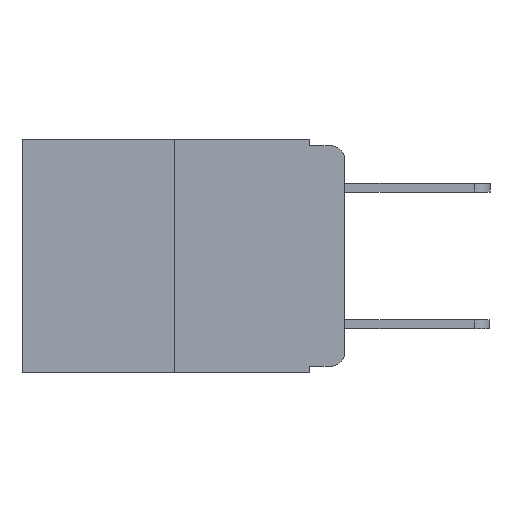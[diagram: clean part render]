
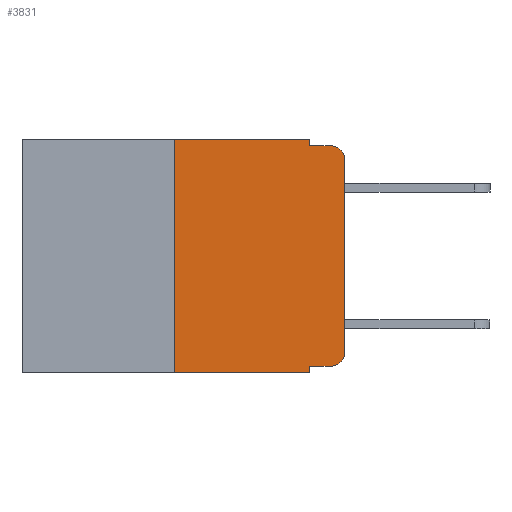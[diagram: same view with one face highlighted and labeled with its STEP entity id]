
A CAD part, left-side view. The second image highlights one B-rep face of the part: STEP entity #3831.
In plain terms, the highlighted planar face has unit normal (-1, 0, 0).
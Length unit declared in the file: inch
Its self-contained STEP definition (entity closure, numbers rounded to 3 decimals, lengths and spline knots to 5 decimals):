
#341 = ORIENTED_EDGE ( 'NONE', *, *, #5224, .T. ) ;
#492 = EDGE_CURVE ( 'NONE', #5471, #3249, #13705, .T. ) ;
#567 = ORIENTED_EDGE ( 'NONE', *, *, #492, .T. ) ;
#642 = CARTESIAN_POINT ( 'NONE',  ( 0., 0.25, -0.343 ) ) ;
#992 = ORIENTED_EDGE ( 'NONE', *, *, #12959, .T. ) ;
#1046 = CARTESIAN_POINT ( 'NONE',  ( 0., 0.02, -0.01 ) ) ;
#1360 = CARTESIAN_POINT ( 'NONE',  ( 0., 0.051, 0. ) ) ;
#1431 = EDGE_CURVE ( 'NONE', #5471, #10496, #2592, .T. ) ;
#1519 = CARTESIAN_POINT ( 'NONE',  ( 0., 0.02, -0.313 ) ) ;
#1863 = CARTESIAN_POINT ( 'NONE',  ( 0., 0.051, -0.343 ) ) ;
#1957 = CARTESIAN_POINT ( 'NONE',  ( 0., 0.473, 0. ) ) ;
#2149 = VECTOR ( 'NONE', #13227, 39.37008 ) ;
#2592 = LINE ( 'NONE', #1360, #2149 ) ;
#2786 = DIRECTION ( 'NONE',  ( 0., 0., -1. ) ) ;
#2953 = DIRECTION ( 'NONE',  ( 0., 0., -1. ) ) ;
#3163 = VERTEX_POINT ( 'NONE', #10916 ) ;
#3249 = VERTEX_POINT ( 'NONE', #13438 ) ;
#3326 = CARTESIAN_POINT ( 'NONE',  ( 0., 0.02, -0.03 ) ) ;
#3416 = DIRECTION ( 'NONE',  ( 0., 0., 1. ) ) ;
#3831 = ADVANCED_FACE ( 'NONE', ( #9402 ), #15448, .F. ) ;
#3956 = VERTEX_POINT ( 'NONE', #4538 ) ;
#4222 = CARTESIAN_POINT ( 'NONE',  ( 0., 0.473, 0. ) ) ;
#4293 = LINE ( 'NONE', #1957, #5658 ) ;
#4353 = EDGE_CURVE ( 'NONE', #9268, #3163, #12219, .T. ) ;
#4538 = CARTESIAN_POINT ( 'NONE',  ( 0., 0., -0.313 ) ) ;
#4799 = DIRECTION ( 'NONE',  ( 0., 0., -1. ) ) ;
#4810 = CARTESIAN_POINT ( 'NONE',  ( 0., 0.051, -0.333 ) ) ;
#4908 = VECTOR ( 'NONE', #6560, 39.37008 ) ;
#5024 = VERTEX_POINT ( 'NONE', #1046 ) ;
#5132 = LINE ( 'NONE', #8539, #14628 ) ;
#5146 = CARTESIAN_POINT ( 'NONE',  ( 0., 0., -0.03 ) ) ;
#5224 = EDGE_CURVE ( 'NONE', #9268, #10496, #14343, .T. ) ;
#5229 = CIRCLE ( 'NONE', #12363, 0.02 ) ;
#5471 = VERTEX_POINT ( 'NONE', #4810 ) ;
#5506 = VERTEX_POINT ( 'NONE', #10130 ) ;
#5658 = VECTOR ( 'NONE', #12614, 39.37008 ) ;
#5767 = CARTESIAN_POINT ( 'NONE',  ( 0., 0.051, 0. ) ) ;
#6185 = ORIENTED_EDGE ( 'NONE', *, *, #4353, .F. ) ;
#6560 = DIRECTION ( 'NONE',  ( 0., 0., -1. ) ) ;
#6797 = DIRECTION ( 'NONE',  ( 0., 0., 1. ) ) ;
#6836 = ORIENTED_EDGE ( 'NONE', *, *, #1431, .F. ) ;
#7371 = AXIS2_PLACEMENT_3D ( 'NONE', #4222, #10847, #2786 ) ;
#7955 = VECTOR ( 'NONE', #15469, 39.37008 ) ;
#8013 = EDGE_CURVE ( 'NONE', #10231, #5506, #11776, .T. ) ;
#8350 = LINE ( 'NONE', #11366, #11659 ) ;
#8539 = CARTESIAN_POINT ( 'NONE',  ( 0., 0.051, -0.01 ) ) ;
#9245 = ORIENTED_EDGE ( 'NONE', *, *, #15240, .F. ) ;
#9268 = VERTEX_POINT ( 'NONE', #642 ) ;
#9402 = FACE_OUTER_BOUND ( 'NONE', #14792, .T. ) ;
#10130 = CARTESIAN_POINT ( 'NONE',  ( 0., 0.051, -0.01 ) ) ;
#10231 = VERTEX_POINT ( 'NONE', #5767 ) ;
#10309 = CARTESIAN_POINT ( 'NONE',  ( 0., 0.051, -0.333 ) ) ;
#10496 = VERTEX_POINT ( 'NONE', #1863 ) ;
#10591 = VECTOR ( 'NONE', #12713, 39.37008 ) ;
#10847 = DIRECTION ( 'NONE',  ( 1., 0., 0. ) ) ;
#10872 = CARTESIAN_POINT ( 'NONE',  ( 0., 0.473, -0.343 ) ) ;
#10916 = CARTESIAN_POINT ( 'NONE',  ( 0., 0.25, 0. ) ) ;
#10982 = DIRECTION ( 'NONE',  ( -1., 0., 0. ) ) ;
#11362 = ORIENTED_EDGE ( 'NONE', *, *, #14734, .T. ) ;
#11366 = CARTESIAN_POINT ( 'NONE',  ( 0., 0., 0. ) ) ;
#11659 = VECTOR ( 'NONE', #3416, 39.37008 ) ;
#11776 = LINE ( 'NONE', #15034, #4908 ) ;
#12167 = EDGE_CURVE ( 'NONE', #5506, #5024, #5132, .T. ) ;
#12219 = LINE ( 'NONE', #14108, #14535 ) ;
#12363 = AXIS2_PLACEMENT_3D ( 'NONE', #1519, #10982, #2953 ) ;
#12391 = VERTEX_POINT ( 'NONE', #5146 ) ;
#12474 = DIRECTION ( 'NONE',  ( -1., 0., 0. ) ) ;
#12614 = DIRECTION ( 'NONE',  ( 0., -1., 0. ) ) ;
#12713 = DIRECTION ( 'NONE',  ( 0., -1., 0. ) ) ;
#12959 = EDGE_CURVE ( 'NONE', #12391, #5024, #15682, .T. ) ;
#13227 = DIRECTION ( 'NONE',  ( 0., 0., -1. ) ) ;
#13438 = CARTESIAN_POINT ( 'NONE',  ( 0., 0.02, -0.333 ) ) ;
#13705 = LINE ( 'NONE', #10309, #10591 ) ;
#13797 = AXIS2_PLACEMENT_3D ( 'NONE', #3326, #12474, #4799 ) ;
#14048 = ORIENTED_EDGE ( 'NONE', *, *, #15219, .T. ) ;
#14108 = CARTESIAN_POINT ( 'NONE',  ( 0., 0.25, 0. ) ) ;
#14343 = LINE ( 'NONE', #10872, #7955 ) ;
#14397 = ORIENTED_EDGE ( 'NONE', *, *, #8013, .F. ) ;
#14535 = VECTOR ( 'NONE', #6797, 39.37008 ) ;
#14628 = VECTOR ( 'NONE', #15741, 39.37008 ) ;
#14734 = EDGE_CURVE ( 'NONE', #3249, #3956, #5229, .T. ) ;
#14792 = EDGE_LOOP ( 'NONE', ( #14048, #992, #15659, #14397, #9245, #6185, #341, #6836, #567, #11362 ) ) ;
#15034 = CARTESIAN_POINT ( 'NONE',  ( 0., 0.051, 0. ) ) ;
#15219 = EDGE_CURVE ( 'NONE', #3956, #12391, #8350, .T. ) ;
#15240 = EDGE_CURVE ( 'NONE', #3163, #10231, #4293, .T. ) ;
#15448 = PLANE ( 'NONE',  #7371 ) ;
#15469 = DIRECTION ( 'NONE',  ( 0., -1., 0. ) ) ;
#15659 = ORIENTED_EDGE ( 'NONE', *, *, #12167, .F. ) ;
#15682 = CIRCLE ( 'NONE', #13797, 0.02 ) ;
#15741 = DIRECTION ( 'NONE',  ( 0., -1., 0. ) ) ;
